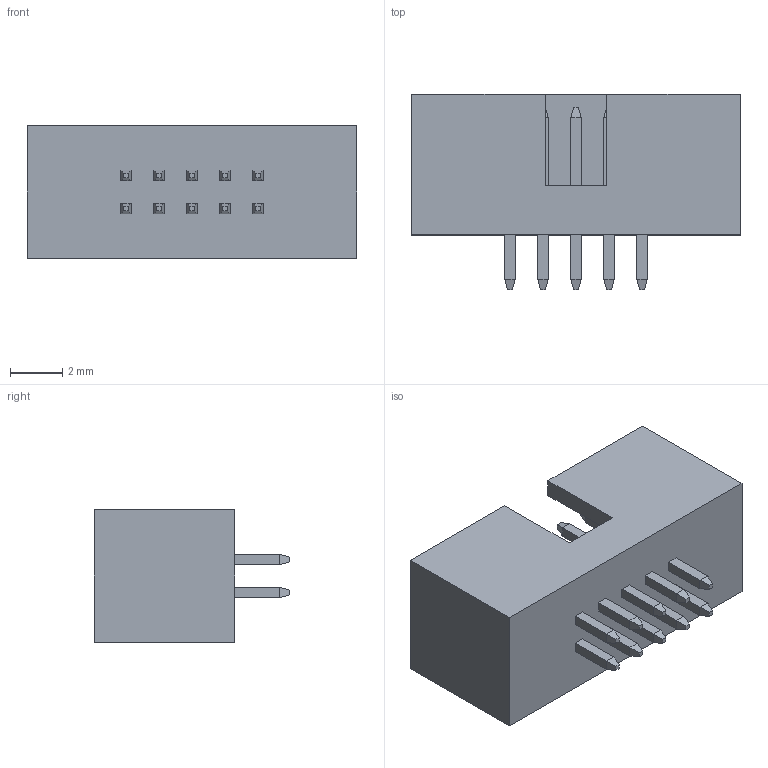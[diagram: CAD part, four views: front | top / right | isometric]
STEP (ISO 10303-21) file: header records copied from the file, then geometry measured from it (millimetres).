
FILE_DESCRIPTION (( 'STEP AP214' ), '1' );
FILE_NAME ('3220-10-0100.STEP', '2015-11-14T21:10:06', ( '' ), ( '' ), 'SwSTEP 2.0', 'SolidWorks 2014', '' );
FILE_SCHEMA (( 'AUTOMOTIVE_DESIGN' ));
Length unit declared in the file: millimetre
Products named in the file (3): 3220-10-0100; 3220-10-0100_pin; 3220-10-0100_body
Assembly tree (11 placements, depth 2):
  3220-10-0100
    3220-10-0100_body
    3220-10-0100_pin  x10
Bounding box: 12.65 x 7.5 x 5.1 mm (x, y, z)
Volume: 204.5 mm3; surface area: 550.6 mm2
Topology: 11 solids, 11 shells, 194 faces, 436 edges, 264 vertices
Faces by surface type: plane 194
Entity records: 2306 total; most frequent: CARTESIAN_POINT 386, ORIENTED_EDGE 368, DIRECTION 348, EDGE_CURVE 184, VECTOR 184, LINE 184, VERTEX_POINT 120, EDGE_LOOP 88
